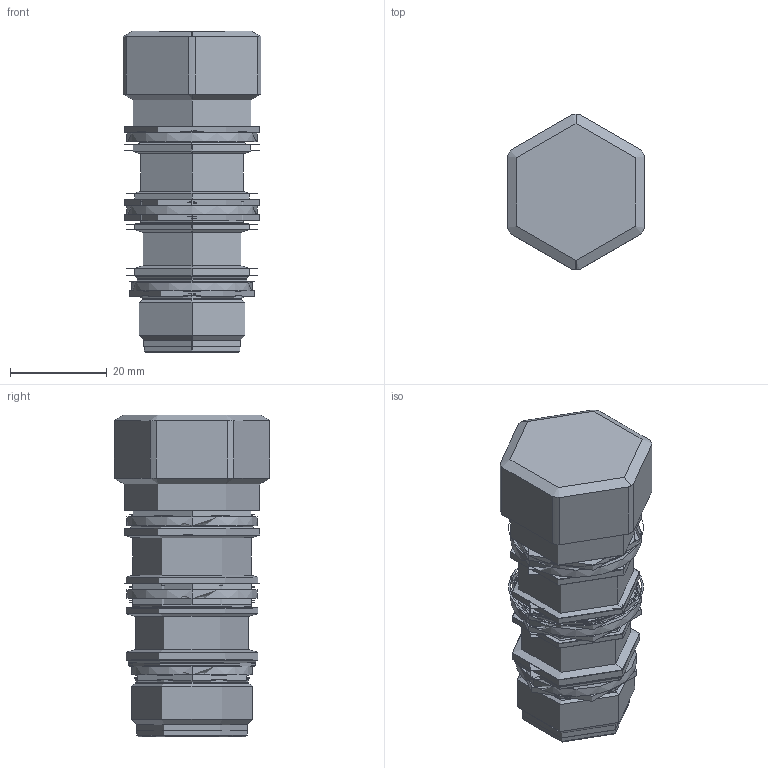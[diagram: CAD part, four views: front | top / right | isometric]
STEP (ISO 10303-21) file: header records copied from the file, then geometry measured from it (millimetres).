
FILE_DESCRIPTION((''),'2;1');
FILE_NAME('XNOAXXN_SW','2022-05-25T16:52:11',('SigMax'),(''),'CREO PARAMETRIC BY PTC INC, 2021072','CREO PARAMETRIC BY PTC INC, 2021072','');
FILE_SCHEMA(('AUTOMOTIVE_DESIGN { 1 0 10303 214 1 1 1 1 }'));
Length unit declared in the file: inch
Products named in the file (1): XNOAXXN_SW
Bounding box: 28.57 x 32.21 x 66.67 mm (x, y, z)
Topology: 0 solids, 0 shells, 157 faces, 740 edges, 706 vertices
Faces by surface type: cylinder 50, torus 48, cone 24, plane 23, revolution 12
Entity records: 12291 total; most frequent: CARTESIAN_POINT 4199, DIRECTION 1406, TRIMMED_CURVE 884, DEFINITIONAL_REPRESENTATION 672, PCURVE 672, COMPOSITE_CURVE_SEGMENT 672, VECTOR 664, LINE 664
